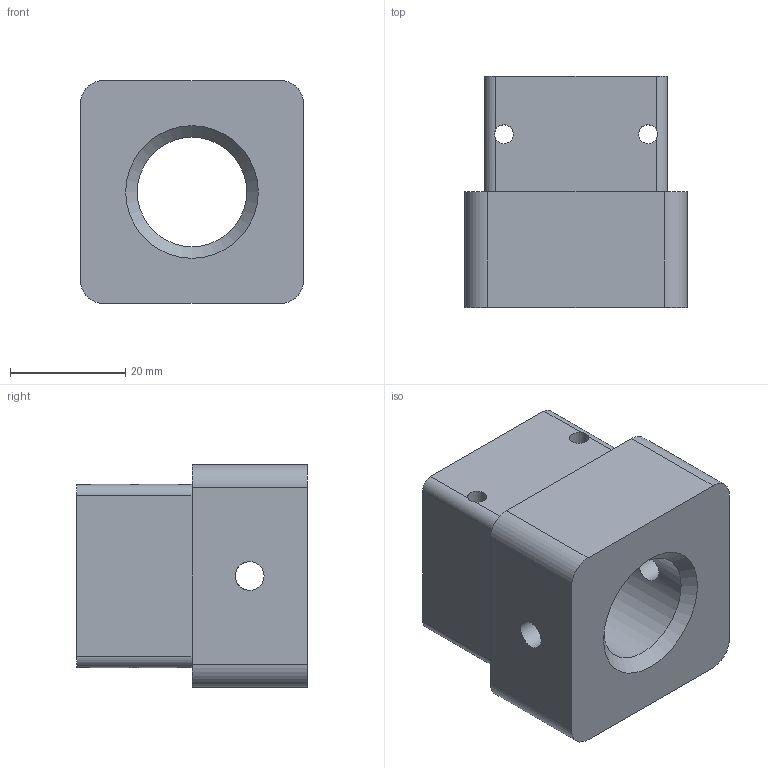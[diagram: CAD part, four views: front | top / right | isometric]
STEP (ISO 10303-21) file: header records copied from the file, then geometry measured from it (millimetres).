
FILE_DESCRIPTION(/* description */ ('STEP AP214'),/* implementation_level */ '2;1');
FILE_NAME(/* name */ '66957d60b3d6787b3fd1408a',/* time_stamp */ '2024-07-15T19:49:52Z',/* author */ (''),/* organization */ (''),/* preprocessor_version */ 'ST-DEVELOPER v20',/* originating_system */ ' ',/* authorisation */ ' ');
FILE_SCHEMA (('AUTOMOTIVE_DESIGN {1 0 10303 214 3 1 1}'));
Length unit declared in the file: metre
Products named in the file (1): Base_Joint_Fixation
Bounding box: 38.65 x 40 x 38.65 mm (x, y, z)
Volume: 37165.3 mm3; surface area: 10936.4 mm2
Topology: 1 solids, 1 shells, 26 faces, 75 edges, 48 vertices
Faces by surface type: cylinder 13, plane 11, cone 2
Full cylindrical faces by diameter (mm): 3.3 x2, 5 x2, 19 x1
Entity records: 896 total; most frequent: CARTESIAN_POINT 179, DIRECTION 142, ORIENTED_EDGE 136, EDGE_CURVE 68, AXIS2_PLACEMENT_3D 53, VERTEX_POINT 48, EDGE_LOOP 40, FACE_BOUND 40
